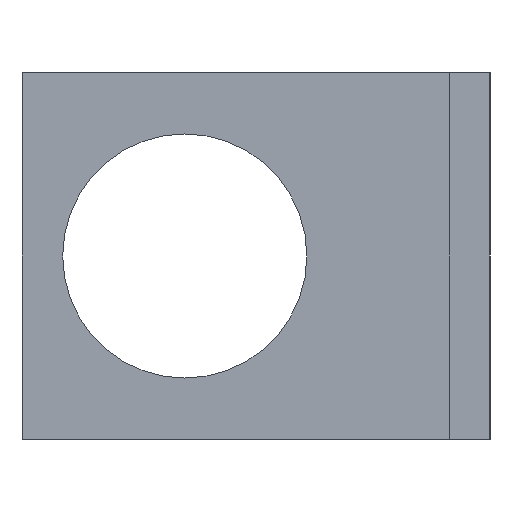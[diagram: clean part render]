
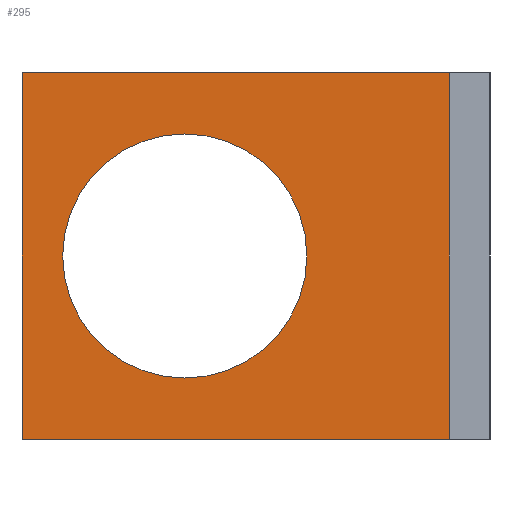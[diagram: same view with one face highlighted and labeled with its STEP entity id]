
A CAD part, left-side view. The second image highlights one B-rep face of the part: STEP entity #295.
In plain terms, the highlighted planar face has unit normal (-1, 0, 0).
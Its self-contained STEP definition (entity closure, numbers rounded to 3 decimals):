
#4 = VERTEX_POINT ( 'NONE', #271 ) ;
#5 = AXIS2_PLACEMENT_3D ( 'NONE', #376, #415, #92 ) ;
#7 = CARTESIAN_POINT ( 'NONE',  ( -2., 23., 0. ) ) ;
#14 = CARTESIAN_POINT ( 'NONE',  ( -2., 23., 18. ) ) ;
#19 = CARTESIAN_POINT ( 'NONE',  ( -2., 2., 18. ) ) ;
#26 = VERTEX_POINT ( 'NONE', #312 ) ;
#27 = EDGE_CURVE ( 'NONE', #4, #454, #113, .T. ) ;
#31 = FACE_BOUND ( 'NONE', #333, .T. ) ;
#32 = ORIENTED_EDGE ( 'NONE', *, *, #27, .T. ) ;
#38 = VERTEX_POINT ( 'NONE', #157 ) ;
#44 = AXIS2_PLACEMENT_3D ( 'NONE', #14, #453, #54 ) ;
#53 = VERTEX_POINT ( 'NONE', #363 ) ;
#54 = DIRECTION ( 'NONE',  ( 0., 1., 0. ) ) ;
#80 = AXIS2_PLACEMENT_3D ( 'NONE', #368, #405, #481 ) ;
#92 = DIRECTION ( 'NONE',  ( 0., -1., 0. ) ) ;
#113 = LINE ( 'NONE', #463, #301 ) ;
#122 = LINE ( 'NONE', #19, #494 ) ;
#123 = LINE ( 'NONE', #7, #472 ) ;
#133 = DIRECTION ( 'NONE',  ( 0., -1., 0. ) ) ;
#148 = ORIENTED_EDGE ( 'NONE', *, *, #242, .F. ) ;
#157 = CARTESIAN_POINT ( 'NONE',  ( -2., 2., 0. ) ) ;
#158 = LINE ( 'NONE', #382, #338 ) ;
#210 = VERTEX_POINT ( 'NONE', #406 ) ;
#221 = PLANE ( 'NONE',  #44 ) ;
#235 = CIRCLE ( 'NONE', #5, 6. ) ;
#242 = EDGE_CURVE ( 'NONE', #210, #26, #428, .T. ) ;
#271 = CARTESIAN_POINT ( 'NONE',  ( -2., 23., 18. ) ) ;
#285 = EDGE_CURVE ( 'NONE', #26, #210, #235, .T. ) ;
#289 = ORIENTED_EDGE ( 'NONE', *, *, #296, .T. ) ;
#295 = ADVANCED_FACE ( 'NONE', ( #31, #483 ), #221, .F. ) ;
#296 = EDGE_CURVE ( 'NONE', #454, #38, #123, .T. ) ;
#301 = VECTOR ( 'NONE', #475, 1000. ) ;
#312 = CARTESIAN_POINT ( 'NONE',  ( -2., 9., 9. ) ) ;
#321 = ORIENTED_EDGE ( 'NONE', *, *, #285, .F. ) ;
#333 = EDGE_LOOP ( 'NONE', ( #321, #148 ) ) ;
#338 = VECTOR ( 'NONE', #133, 1000. ) ;
#360 = EDGE_CURVE ( 'NONE', #4, #53, #158, .T. ) ;
#363 = CARTESIAN_POINT ( 'NONE',  ( -2., 2., 18. ) ) ;
#368 = CARTESIAN_POINT ( 'NONE',  ( -2., 15., 9. ) ) ;
#376 = CARTESIAN_POINT ( 'NONE',  ( -2., 15., 9. ) ) ;
#382 = CARTESIAN_POINT ( 'NONE',  ( -2., 23., 18. ) ) ;
#405 = DIRECTION ( 'NONE',  ( -1., 0., 0. ) ) ;
#406 = CARTESIAN_POINT ( 'NONE',  ( -2., 21., 9. ) ) ;
#415 = DIRECTION ( 'NONE',  ( -1., 0., 0. ) ) ;
#428 = CIRCLE ( 'NONE', #80, 6. ) ;
#447 = EDGE_LOOP ( 'NONE', ( #289, #517, #502, #32 ) ) ;
#453 = DIRECTION ( 'NONE',  ( 1., 0., 0. ) ) ;
#454 = VERTEX_POINT ( 'NONE', #495 ) ;
#463 = CARTESIAN_POINT ( 'NONE',  ( -2., 23., 18. ) ) ;
#472 = VECTOR ( 'NONE', #491, 1000. ) ;
#475 = DIRECTION ( 'NONE',  ( 0., 0., -1. ) ) ;
#478 = EDGE_CURVE ( 'NONE', #53, #38, #122, .T. ) ;
#481 = DIRECTION ( 'NONE',  ( 0., -1., 0. ) ) ;
#483 = FACE_OUTER_BOUND ( 'NONE', #447, .T. ) ;
#491 = DIRECTION ( 'NONE',  ( 0., -1., 0. ) ) ;
#494 = VECTOR ( 'NONE', #503, 1000. ) ;
#495 = CARTESIAN_POINT ( 'NONE',  ( -2., 23., 0. ) ) ;
#502 = ORIENTED_EDGE ( 'NONE', *, *, #360, .F. ) ;
#503 = DIRECTION ( 'NONE',  ( 0., 0., -1. ) ) ;
#517 = ORIENTED_EDGE ( 'NONE', *, *, #478, .F. ) ;
